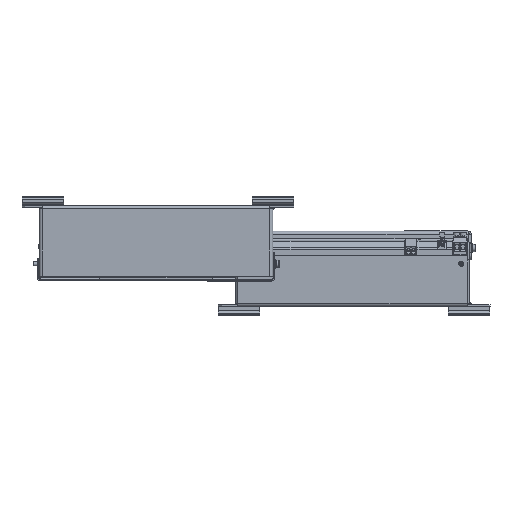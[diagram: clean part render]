
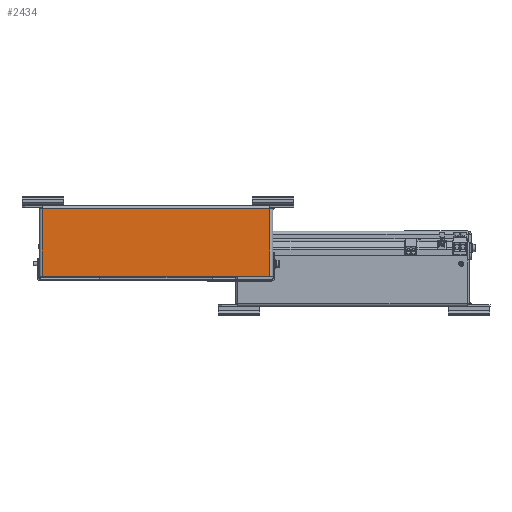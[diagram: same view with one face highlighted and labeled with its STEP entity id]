
A CAD part, front view. The second image highlights one B-rep face of the part: STEP entity #2434.
In plain terms, the highlighted planar face has unit normal (0, -1, 0).
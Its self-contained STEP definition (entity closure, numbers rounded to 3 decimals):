
#2434 = ADVANCED_FACE( '', ( #6427 ), #6428, .T. );
#6427 = FACE_OUTER_BOUND( '', #14367, .T. );
#6428 = PLANE( '', #14368 );
#14367 = EDGE_LOOP( '', ( #24264, #24265, #24266, #24267 ) );
#14368 = AXIS2_PLACEMENT_3D( '', #24268, #24269, #24270 );
#24264 = ORIENTED_EDGE( '', *, *, #37633, .T. );
#24265 = ORIENTED_EDGE( '', *, *, #37634, .T. );
#24266 = ORIENTED_EDGE( '', *, *, #37635, .T. );
#24267 = ORIENTED_EDGE( '', *, *, #37636, .T. );
#24268 = CARTESIAN_POINT( '', ( 56.5, -61.5, 98.498 ) );
#24269 = DIRECTION( '', ( 0., -1., 0. ) );
#24270 = DIRECTION( '', ( 1., 0., 0. ) );
#37633 = EDGE_CURVE( '', #43526, #43527, #43528, .T. );
#37634 = EDGE_CURVE( '', #43527, #43529, #43530, .T. );
#37635 = EDGE_CURVE( '', #43529, #43531, #43532, .T. );
#37636 = EDGE_CURVE( '', #43531, #43526, #43533, .T. );
#43526 = VERTEX_POINT( '', #52487 );
#43527 = VERTEX_POINT( '', #52488 );
#43528 = LINE( '', #52489, #52490 );
#43529 = VERTEX_POINT( '', #52491 );
#43530 = LINE( '', #52492, #52493 );
#43531 = VERTEX_POINT( '', #52494 );
#43532 = LINE( '', #52495, #52496 );
#43533 = LINE( '', #52497, #52498 );
#52487 = CARTESIAN_POINT( '', ( 33.2, -61.5, 95.498 ) );
#52488 = CARTESIAN_POINT( '', ( -188.7, -61.5, 95.498 ) );
#52489 = CARTESIAN_POINT( '', ( 36.2, -61.5, 95.498 ) );
#52490 = VECTOR( '', #62011, 1000. );
#52491 = CARTESIAN_POINT( '', ( -188.7, -61.5, 29.498 ) );
#52492 = CARTESIAN_POINT( '', ( -188.7, -61.5, 95.498 ) );
#52493 = VECTOR( '', #62012, 1000. );
#52494 = CARTESIAN_POINT( '', ( 33.2, -61.5, 29.498 ) );
#52495 = CARTESIAN_POINT( '', ( -191.7, -61.5, 29.498 ) );
#52496 = VECTOR( '', #62013, 1000. );
#52497 = CARTESIAN_POINT( '', ( 33.2, -61.5, 29.498 ) );
#52498 = VECTOR( '', #62014, 1000. );
#62011 = DIRECTION( '', ( -1., 0., 0. ) );
#62012 = DIRECTION( '', ( 0., 0., -1. ) );
#62013 = DIRECTION( '', ( 1., 0., 0. ) );
#62014 = DIRECTION( '', ( 0., 0., 1. ) );
